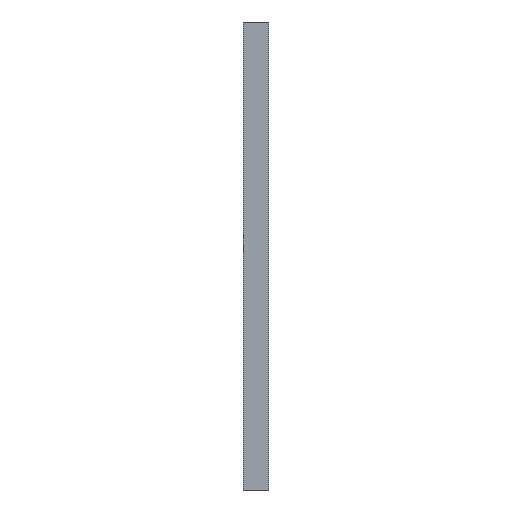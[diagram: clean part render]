
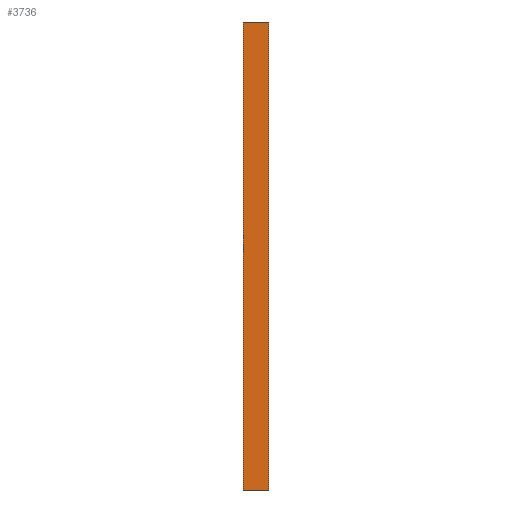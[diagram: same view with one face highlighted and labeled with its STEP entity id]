
A CAD part, left-side view. The second image highlights one B-rep face of the part: STEP entity #3736.
In plain terms, the highlighted planar face has unit normal (-1, 0, 0).
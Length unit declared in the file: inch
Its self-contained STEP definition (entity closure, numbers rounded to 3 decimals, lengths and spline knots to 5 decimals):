
#44 = AXIS2_PLACEMENT_3D ( 'NONE', #66, #1267, #4858 ) ;
#66 = CARTESIAN_POINT ( 'NONE',  ( 0., 0.625, 0. ) ) ;
#265 = EDGE_CURVE ( 'NONE', #4448, #4700, #3367, .T. ) ;
#752 = EDGE_CURVE ( 'NONE', #4448, #6280, #2082, .T. ) ;
#963 = DIRECTION ( 'NONE',  ( 0., -1., 0. ) ) ;
#1267 = DIRECTION ( 'NONE',  ( 1., 0., 0. ) ) ;
#1471 = DIRECTION ( 'NONE',  ( 0., 0., 1. ) ) ;
#1483 = ORIENTED_EDGE ( 'NONE', *, *, #2634, .F. ) ;
#1543 = CARTESIAN_POINT ( 'NONE',  ( 0., 0., 0. ) ) ;
#1823 = CARTESIAN_POINT ( 'NONE',  ( 0., 0., 0. ) ) ;
#2082 = LINE ( 'NONE', #6156, #6858 ) ;
#2252 = CARTESIAN_POINT ( 'NONE',  ( 0., 0., -11.5 ) ) ;
#2507 = FACE_OUTER_BOUND ( 'NONE', #5122, .T. ) ;
#2634 = EDGE_CURVE ( 'NONE', #6280, #5321, #2908, .T. ) ;
#2908 = LINE ( 'NONE', #6999, #3647 ) ;
#3086 = DIRECTION ( 'NONE',  ( 0., -1., 0. ) ) ;
#3367 = LINE ( 'NONE', #6091, #3505 ) ;
#3492 = LINE ( 'NONE', #1543, #5525 ) ;
#3505 = VECTOR ( 'NONE', #3086, 39.37008 ) ;
#3647 = VECTOR ( 'NONE', #963, 39.37008 ) ;
#3736 = ADVANCED_FACE ( 'NONE', ( #2507 ), #4823, .F. ) ;
#4369 = EDGE_CURVE ( 'NONE', #4700, #5321, #3492, .T. ) ;
#4448 = VERTEX_POINT ( 'NONE', #6030 ) ;
#4700 = VERTEX_POINT ( 'NONE', #2252 ) ;
#4823 = PLANE ( 'NONE',  #44 ) ;
#4858 = DIRECTION ( 'NONE',  ( 0., 0., -1. ) ) ;
#5003 = ORIENTED_EDGE ( 'NONE', *, *, #752, .F. ) ;
#5122 = EDGE_LOOP ( 'NONE', ( #7528, #1483, #5003, #5163 ) ) ;
#5163 = ORIENTED_EDGE ( 'NONE', *, *, #265, .T. ) ;
#5321 = VERTEX_POINT ( 'NONE', #1823 ) ;
#5525 = VECTOR ( 'NONE', #6300, 39.37008 ) ;
#6030 = CARTESIAN_POINT ( 'NONE',  ( 0., 0.625, -11.5 ) ) ;
#6091 = CARTESIAN_POINT ( 'NONE',  ( 0., 0.625, -11.5 ) ) ;
#6156 = CARTESIAN_POINT ( 'NONE',  ( 0., 0.625, 0. ) ) ;
#6171 = CARTESIAN_POINT ( 'NONE',  ( 0., 0.625, 0. ) ) ;
#6280 = VERTEX_POINT ( 'NONE', #6171 ) ;
#6300 = DIRECTION ( 'NONE',  ( 0., 0., 1. ) ) ;
#6858 = VECTOR ( 'NONE', #1471, 39.37008 ) ;
#6999 = CARTESIAN_POINT ( 'NONE',  ( 0., 0.625, 0. ) ) ;
#7528 = ORIENTED_EDGE ( 'NONE', *, *, #4369, .T. ) ;
